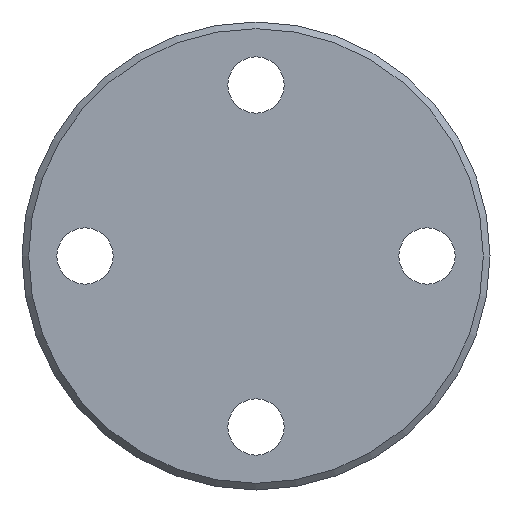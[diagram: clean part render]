
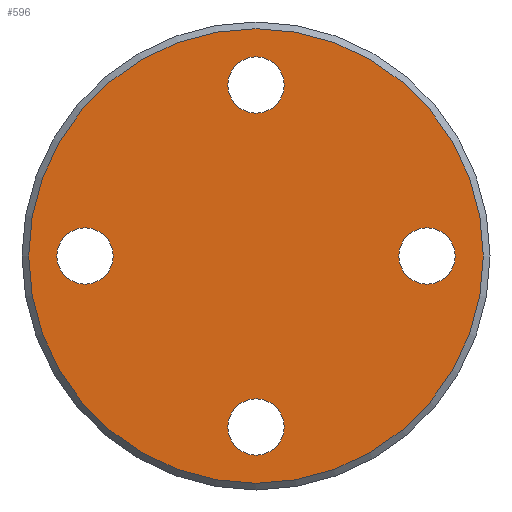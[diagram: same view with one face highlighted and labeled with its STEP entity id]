
A CAD part, front view. The second image highlights one B-rep face of the part: STEP entity #596.
In plain terms, the highlighted planar face has unit normal (0, -1, 0).
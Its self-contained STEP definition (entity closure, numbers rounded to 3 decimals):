
#7 = FACE_BOUND ( 'NONE', #37, .T. ) ;
#11 = FACE_OUTER_BOUND ( 'NONE', #477, .T. ) ;
#12 = AXIS2_PLACEMENT_3D ( 'NONE', #469, #88, #420 ) ;
#28 = EDGE_CURVE ( 'NONE', #503, #503, #153, .T. ) ;
#30 = DIRECTION ( 'NONE',  ( 0., 0., 1. ) ) ;
#37 = EDGE_LOOP ( 'NONE', ( #85 ) ) ;
#48 = AXIS2_PLACEMENT_3D ( 'NONE', #370, #73, #417 ) ;
#59 = CARTESIAN_POINT ( 'NONE',  ( -25.5, 0., 4.2 ) ) ;
#73 = DIRECTION ( 'NONE',  ( 0., 1., 0. ) ) ;
#85 = ORIENTED_EDGE ( 'NONE', *, *, #163, .T. ) ;
#87 = ORIENTED_EDGE ( 'NONE', *, *, #190, .F. ) ;
#88 = DIRECTION ( 'NONE',  ( 0., 1., 0. ) ) ;
#94 = ORIENTED_EDGE ( 'NONE', *, *, #28, .T. ) ;
#112 = FACE_BOUND ( 'NONE', #491, .T. ) ;
#115 = DIRECTION ( 'NONE',  ( 0., -1., 0. ) ) ;
#125 = DIRECTION ( 'NONE',  ( 0., 1., 0. ) ) ;
#132 = CIRCLE ( 'NONE', #318, 4.2 ) ;
#153 = CIRCLE ( 'NONE', #404, 4.2 ) ;
#156 = VERTEX_POINT ( 'NONE', #410 ) ;
#163 = EDGE_CURVE ( 'NONE', #360, #360, #412, .T. ) ;
#167 = VERTEX_POINT ( 'NONE', #564 ) ;
#168 = CARTESIAN_POINT ( 'NONE',  ( 25.5, 0., 4.2 ) ) ;
#186 = DIRECTION ( 'NONE',  ( 0., 0., 1. ) ) ;
#190 = EDGE_CURVE ( 'NONE', #156, #156, #468, .T. ) ;
#205 = DIRECTION ( 'NONE',  ( 0., 0., 1. ) ) ;
#214 = DIRECTION ( 'NONE',  ( 0., 0., -1. ) ) ;
#249 = DIRECTION ( 'NONE',  ( 0., 1., 0. ) ) ;
#258 = CARTESIAN_POINT ( 'NONE',  ( 5.5, 0., 0. ) ) ;
#288 = EDGE_CURVE ( 'NONE', #167, #167, #458, .T. ) ;
#313 = FACE_BOUND ( 'NONE', #544, .T. ) ;
#318 = AXIS2_PLACEMENT_3D ( 'NONE', #541, #249, #205 ) ;
#322 = DIRECTION ( 'NONE',  ( 0., 1., 0. ) ) ;
#332 = ORIENTED_EDGE ( 'NONE', *, *, #288, .T. ) ;
#360 = VERTEX_POINT ( 'NONE', #559 ) ;
#364 = PLANE ( 'NONE',  #590 ) ;
#365 = EDGE_CURVE ( 'NONE', #461, #461, #132, .T. ) ;
#370 = CARTESIAN_POINT ( 'NONE',  ( 0., 0., 25.5 ) ) ;
#404 = AXIS2_PLACEMENT_3D ( 'NONE', #415, #322, #186 ) ;
#405 = AXIS2_PLACEMENT_3D ( 'NONE', #579, #125, #30 ) ;
#410 = CARTESIAN_POINT ( 'NONE',  ( 0., 0., 33.9 ) ) ;
#412 = CIRCLE ( 'NONE', #48, 4.2 ) ;
#415 = CARTESIAN_POINT ( 'NONE',  ( -25.5, 0., 0. ) ) ;
#417 = DIRECTION ( 'NONE',  ( 0., 0., 1. ) ) ;
#420 = DIRECTION ( 'NONE',  ( 0., 0., 1. ) ) ;
#452 = FACE_BOUND ( 'NONE', #630, .T. ) ;
#458 = CIRCLE ( 'NONE', #12, 4.2 ) ;
#461 = VERTEX_POINT ( 'NONE', #168 ) ;
#468 = CIRCLE ( 'NONE', #405, 33.9 ) ;
#469 = CARTESIAN_POINT ( 'NONE',  ( 0., 0., -25.5 ) ) ;
#477 = EDGE_LOOP ( 'NONE', ( #87 ) ) ;
#485 = ORIENTED_EDGE ( 'NONE', *, *, #365, .T. ) ;
#491 = EDGE_LOOP ( 'NONE', ( #94 ) ) ;
#503 = VERTEX_POINT ( 'NONE', #59 ) ;
#541 = CARTESIAN_POINT ( 'NONE',  ( 25.5, 0., 0. ) ) ;
#544 = EDGE_LOOP ( 'NONE', ( #332 ) ) ;
#559 = CARTESIAN_POINT ( 'NONE',  ( 0., 0., 29.7 ) ) ;
#564 = CARTESIAN_POINT ( 'NONE',  ( 0., 0., -21.3 ) ) ;
#579 = CARTESIAN_POINT ( 'NONE',  ( 0., 0., 0. ) ) ;
#590 = AXIS2_PLACEMENT_3D ( 'NONE', #258, #115, #214 ) ;
#596 = ADVANCED_FACE ( 'NONE', ( #313, #112, #7, #452, #11 ), #364, .T. ) ;
#630 = EDGE_LOOP ( 'NONE', ( #485 ) ) ;
